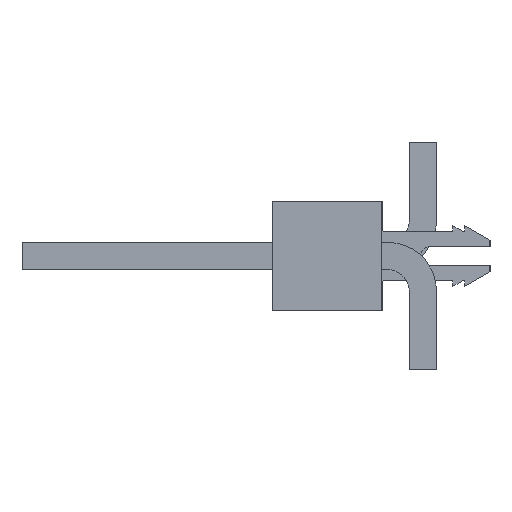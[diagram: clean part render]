
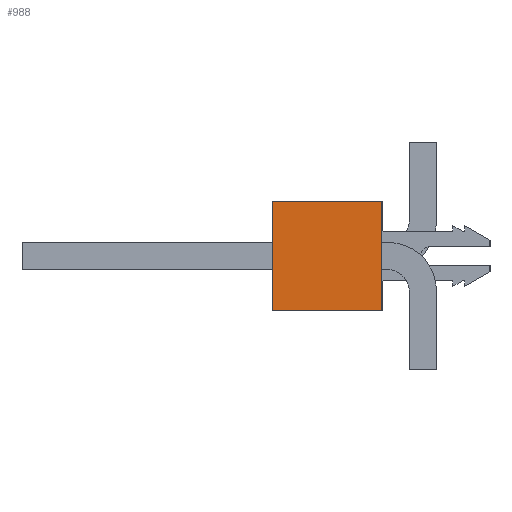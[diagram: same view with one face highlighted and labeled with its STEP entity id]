
A CAD part, left-side view. The second image highlights one B-rep face of the part: STEP entity #988.
In plain terms, the highlighted planar face has unit normal (-1, 0, 0).
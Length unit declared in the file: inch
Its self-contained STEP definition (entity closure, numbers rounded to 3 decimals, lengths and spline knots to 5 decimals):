
#988 = ADVANCED_FACE( '', ( #2214 ), #2215, .F. );
#2214 = FACE_OUTER_BOUND( '', #3652, .T. );
#2215 = PLANE( '', #3653 );
#3652 = EDGE_LOOP( '', ( #6722, #6723, #6724, #6725 ) );
#3653 = AXIS2_PLACEMENT_3D( '', #6726, #6727, #6728 );
#6722 = ORIENTED_EDGE( '', *, *, #9894, .T. );
#6723 = ORIENTED_EDGE( '', *, *, #9937, .F. );
#6724 = ORIENTED_EDGE( '', *, *, #9081, .F. );
#6725 = ORIENTED_EDGE( '', *, *, #9938, .T. );
#6726 = CARTESIAN_POINT( '', ( -0.8, 0.05, -0.05 ) );
#6727 = DIRECTION( '', ( 1., 0., 0. ) );
#6728 = DIRECTION( '', ( 0., 0., -1. ) );
#9081 = EDGE_CURVE( '', #11130, #11132, #11133, .T. );
#9894 = EDGE_CURVE( '', #12372, #12370, #12373, .T. );
#9937 = EDGE_CURVE( '', #11132, #12370, #12424, .T. );
#9938 = EDGE_CURVE( '', #11130, #12372, #12425, .T. );
#11130 = VERTEX_POINT( '', #14028 );
#11132 = VERTEX_POINT( '', #14031 );
#11133 = LINE( '', #14032, #14033 );
#12370 = VERTEX_POINT( '', #15888 );
#12372 = VERTEX_POINT( '', #15891 );
#12373 = LINE( '', #15892, #15893 );
#12424 = LINE( '', #15969, #15970 );
#12425 = LINE( '', #15971, #15972 );
#14028 = CARTESIAN_POINT( '', ( -0.8, 0.05, -0.05 ) );
#14031 = CARTESIAN_POINT( '', ( -0.8, 0.05, 0.05 ) );
#14032 = CARTESIAN_POINT( '', ( -0.8, 0.05, -0.05 ) );
#14033 = VECTOR( '', #17065, 39.37008 );
#15888 = CARTESIAN_POINT( '', ( -0.8, -0.05, 0.05 ) );
#15891 = CARTESIAN_POINT( '', ( -0.8, -0.05, -0.05 ) );
#15892 = CARTESIAN_POINT( '', ( -0.8, -0.05, -0.05 ) );
#15893 = VECTOR( '', #17778, 39.37008 );
#15969 = CARTESIAN_POINT( '', ( -0.8, 0.05, 0.05 ) );
#15970 = VECTOR( '', #17810, 39.37008 );
#15971 = CARTESIAN_POINT( '', ( -0.8, 0.05, -0.05 ) );
#15972 = VECTOR( '', #17811, 39.37008 );
#17065 = DIRECTION( '', ( 0., 0., 1. ) );
#17778 = DIRECTION( '', ( 0., 0., 1. ) );
#17810 = DIRECTION( '', ( 0., -1., 0. ) );
#17811 = DIRECTION( '', ( 0., -1., 0. ) );
